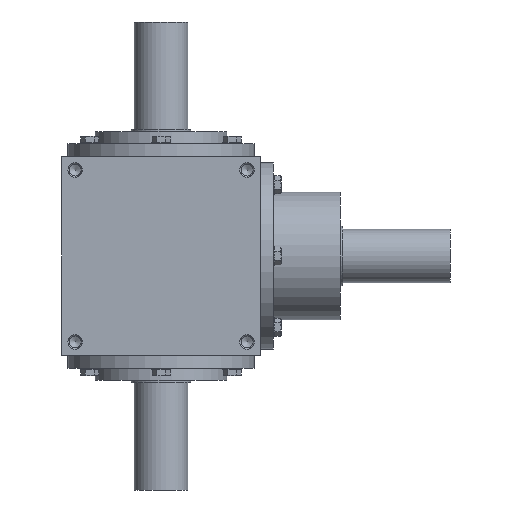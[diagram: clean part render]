
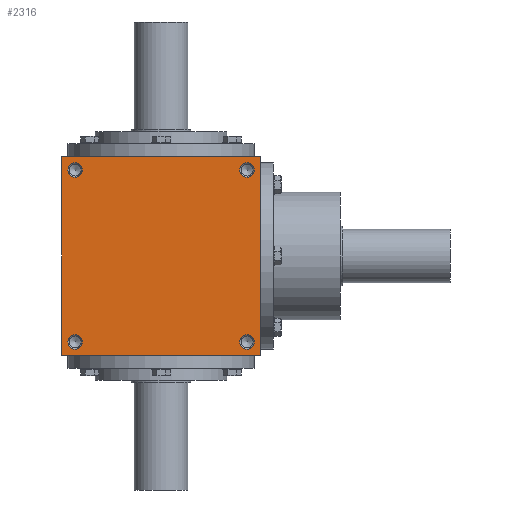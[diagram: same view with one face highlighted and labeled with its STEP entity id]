
A CAD part, front view. The second image highlights one B-rep face of the part: STEP entity #2316.
In plain terms, the highlighted planar face has unit normal (0, -1, 0).
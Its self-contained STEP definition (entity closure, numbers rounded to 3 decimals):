
#316=PLANE('',#2704);
#357=LINE('',#4192,#397);
#360=LINE('',#4206,#400);
#361=LINE('',#4208,#401);
#362=LINE('',#4210,#402);
#397=VECTOR('',#3381,1000.);
#400=VECTOR('',#3394,1000.);
#401=VECTOR('',#3395,1000.);
#402=VECTOR('',#3396,1000.);
#733=ORIENTED_EDGE('',*,*,#1163,.T.);
#734=ORIENTED_EDGE('',*,*,#1164,.T.);
#735=ORIENTED_EDGE('',*,*,#1165,.F.);
#736=ORIENTED_EDGE('',*,*,#1166,.F.);
#737=ORIENTED_EDGE('',*,*,#1167,.T.);
#738=ORIENTED_EDGE('',*,*,#1168,.F.);
#739=ORIENTED_EDGE('',*,*,#1169,.F.);
#740=ORIENTED_EDGE('',*,*,#1160,.T.);
#1160=EDGE_CURVE('',#1377,#1376,#357,.T.);
#1163=EDGE_CURVE('',#1379,#1379,#1521,.T.);
#1164=EDGE_CURVE('',#1380,#1380,#1522,.T.);
#1165=EDGE_CURVE('',#1381,#1381,#1523,.T.);
#1166=EDGE_CURVE('',#1382,#1382,#1524,.T.);
#1167=EDGE_CURVE('',#1376,#1383,#360,.T.);
#1168=EDGE_CURVE('',#1384,#1383,#361,.T.);
#1169=EDGE_CURVE('',#1377,#1384,#362,.T.);
#1376=VERTEX_POINT('',#4191);
#1377=VERTEX_POINT('',#4193);
#1379=VERTEX_POINT('',#4199);
#1380=VERTEX_POINT('',#4201);
#1381=VERTEX_POINT('',#4203);
#1382=VERTEX_POINT('',#4205);
#1383=VERTEX_POINT('',#4207);
#1384=VERTEX_POINT('',#4209);
#1521=CIRCLE('',#2705,6.);
#1522=CIRCLE('',#2706,6.);
#1523=CIRCLE('',#2707,6.);
#1524=CIRCLE('',#2708,6.);
#1700=EDGE_LOOP('',(#733));
#1701=EDGE_LOOP('',(#734));
#1702=EDGE_LOOP('',(#735));
#1703=EDGE_LOOP('',(#736));
#1704=EDGE_LOOP('',(#737,#738,#739,#740));
#1990=FACE_BOUND('',#1700,.T.);
#1991=FACE_BOUND('',#1701,.T.);
#1992=FACE_BOUND('',#1702,.T.);
#1993=FACE_BOUND('',#1703,.T.);
#1994=FACE_BOUND('',#1704,.T.);
#2316=ADVANCED_FACE('',(#1990,#1991,#1992,#1993,#1994),#316,.F.);
#2704=AXIS2_PLACEMENT_3D('',#4197,#3384,#3385);
#2705=AXIS2_PLACEMENT_3D('',#4198,#3386,#3387);
#2706=AXIS2_PLACEMENT_3D('',#4200,#3388,#3389);
#2707=AXIS2_PLACEMENT_3D('',#4202,#3390,#3391);
#2708=AXIS2_PLACEMENT_3D('',#4204,#3392,#3393);
#3381=DIRECTION('',(0.,0.,-1.));
#3384=DIRECTION('',(0.,1.,0.));
#3385=DIRECTION('',(0.,0.,1.));
#3386=DIRECTION('',(0.,1.,0.));
#3387=DIRECTION('',(0.,0.,1.));
#3388=DIRECTION('',(0.,1.,0.));
#3389=DIRECTION('',(0.,0.,1.));
#3390=DIRECTION('',(0.,-1.,0.));
#3391=DIRECTION('',(0.,0.,-1.));
#3392=DIRECTION('',(0.,-1.,0.));
#3393=DIRECTION('',(0.,0.,-1.));
#3394=DIRECTION('',(1.,0.,0.));
#3395=DIRECTION('',(0.,0.,-1.));
#3396=DIRECTION('',(1.,0.,0.));
#4191=CARTESIAN_POINT('',(-83.,-83.,-83.));
#4192=CARTESIAN_POINT('',(-83.,-83.,83.));
#4193=CARTESIAN_POINT('',(-83.,-83.,83.));
#4197=CARTESIAN_POINT('',(-83.,-83.,83.));
#4198=CARTESIAN_POINT('',(-72.,-83.,-72.));
#4199=CARTESIAN_POINT('',(-72.,-83.,-66.));
#4200=CARTESIAN_POINT('',(-72.,-83.,72.));
#4201=CARTESIAN_POINT('',(-72.,-83.,78.));
#4202=CARTESIAN_POINT('',(72.,-83.,-72.));
#4203=CARTESIAN_POINT('',(72.,-83.,-78.));
#4204=CARTESIAN_POINT('',(72.,-83.,72.));
#4205=CARTESIAN_POINT('',(72.,-83.,66.));
#4206=CARTESIAN_POINT('',(-83.,-83.,-83.));
#4207=CARTESIAN_POINT('',(83.,-83.,-83.));
#4208=CARTESIAN_POINT('',(83.,-83.,83.));
#4209=CARTESIAN_POINT('',(83.,-83.,83.));
#4210=CARTESIAN_POINT('',(-83.,-83.,83.));
